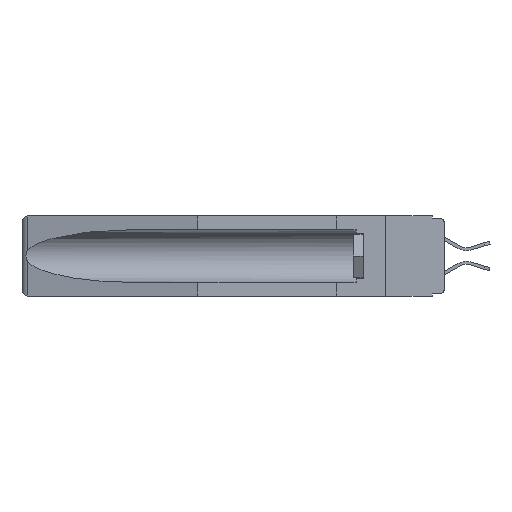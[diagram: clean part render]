
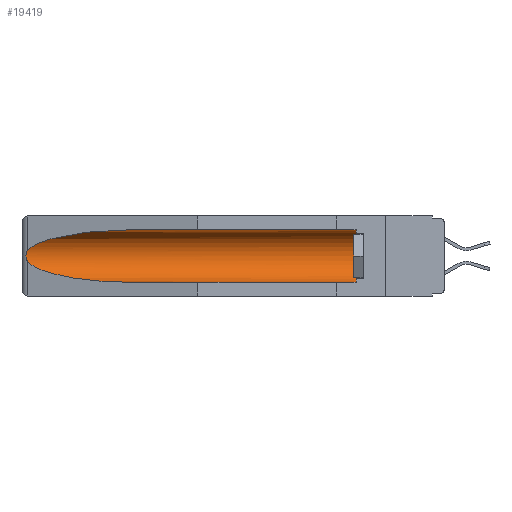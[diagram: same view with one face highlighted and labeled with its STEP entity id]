
A CAD part, left-side view. The second image highlights one B-rep face of the part: STEP entity #19419.
In plain terms, the highlighted cylindrical face has radius 2.857 mm (diameter 5.715 mm), a partial arc.
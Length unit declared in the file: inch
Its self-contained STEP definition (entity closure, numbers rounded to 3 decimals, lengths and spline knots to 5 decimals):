
#242 = EDGE_LOOP ( 'NONE', ( #21266, #20026, #4206, #12842, #13718, #11395 ) ) ;
#535 = VECTOR ( 'NONE', #5272, 39.37008 ) ;
#907 = VERTEX_POINT ( 'NONE', #18726 ) ;
#1227 = CARTESIAN_POINT ( 'NONE',  ( 0.26537, 1.52718, -0.14972 ) ) ;
#1326 = DIRECTION ( 'NONE',  ( 0., -1., 0. ) ) ;
#2128 = CARTESIAN_POINT ( 'NONE',  ( 0.155, 1.07973, -0.284 ) ) ;
#2314 = VECTOR ( 'NONE', #18221, 39.37008 ) ;
#2631 = CARTESIAN_POINT ( 'NONE',  ( 0.155, -0.30754, -0.1715 ) ) ;
#2773 = CARTESIAN_POINT ( 'NONE',  ( 0.155, 1.07973, -0.059 ) ) ;
#3380 = CARTESIAN_POINT ( 'NONE',  ( 0.155, -0.30754, -0.284 ) ) ;
#3490 = LINE ( 'NONE', #3380, #535 ) ;
#3640 = EDGE_CURVE ( 'NONE', #11855, #17996, #16843, .T. ) ;
#3673 = EDGE_CURVE ( 'NONE', #7589, #19520, #8454, .T. ) ;
#4206 = ORIENTED_EDGE ( 'NONE', *, *, #3673, .T. ) ;
#4318 = CARTESIAN_POINT ( 'NONE',  ( 0.21114, 1.30732, -0.059 ) ) ;
#4409 = LINE ( 'NONE', #16152, #2314 ) ;
#4415 = CYLINDRICAL_SURFACE ( 'NONE', #21807, 0.1125 ) ;
#4688 = CARTESIAN_POINT ( 'NONE',  ( 0.2673, 1.53269, -0.17917 ) ) ;
#4915 = CARTESIAN_POINT ( 'NONE',  ( 0.26597, 1.5296, -0.19026 ) ) ;
#4971 = EDGE_CURVE ( 'NONE', #17996, #7589, #12598, .T. ) ;
#5171 = CARTESIAN_POINT ( 'NONE',  ( 0.155, 1.07973, -0.059 ) ) ;
#5272 = DIRECTION ( 'NONE',  ( 0., 1., 0. ) ) ;
#6612 = CARTESIAN_POINT ( 'NONE',  ( 0.2673, 1.5327, -0.16383 ) ) ;
#7589 = VERTEX_POINT ( 'NONE', #20098 ) ;
#7754 = CARTESIAN_POINT ( 'NONE',  ( 0.21114, 1.30732, -0.284 ) ) ;
#7818 = DIRECTION ( 'NONE',  ( 0., 0., 1. ) ) ;
#8029 = EDGE_CURVE ( 'NONE', #20957, #907, #9324, .T. ) ;
#8097 = CARTESIAN_POINT ( 'NONE',  ( 0.26537, 1.52718, -0.19328 ) ) ;
#8163 = CARTESIAN_POINT ( 'NONE',  ( 0.155, 1.07973, -0.284 ) ) ;
#8309 = CARTESIAN_POINT ( 'NONE',  ( 0.26654, 1.53092, -0.15636 ) ) ;
#8454 =( BOUNDED_CURVE ( )  B_SPLINE_CURVE ( 3, ( #13249, #9448, #7754, #2128 ),
 .UNSPECIFIED., .F., .T. ) 
 B_SPLINE_CURVE_WITH_KNOTS ( ( 4, 4 ),
 ( 0.1948, 1.5708 ),
 .UNSPECIFIED. ) 
 CURVE ( )  GEOMETRIC_REPRESENTATION_ITEM ( )  RATIONAL_B_SPLINE_CURVE ( ( 1., 0.848, 0.848, 1. ) ) 
 REPRESENTATION_ITEM ( '' )  );
#9324 = CIRCLE ( 'NONE', #21945, 0.1125 ) ;
#9448 = CARTESIAN_POINT ( 'NONE',  ( 0.25451, 1.48313, -0.24835 ) ) ;
#9683 = CARTESIAN_POINT ( 'NONE',  ( 0.2675, 1.53308, -0.17534 ) ) ;
#11312 = FACE_OUTER_BOUND ( 'NONE', #242, .T. ) ;
#11395 = ORIENTED_EDGE ( 'NONE', *, *, #18129, .T. ) ;
#11584 = CARTESIAN_POINT ( 'NONE',  ( 0.26597, 1.52961, -0.15275 ) ) ;
#11855 = VERTEX_POINT ( 'NONE', #5171 ) ;
#12598 = B_SPLINE_CURVE_WITH_KNOTS ( 'NONE', 3,
 ( #1227, #11584, #8309, #6612, #13171, #9683, #4688, #15203, #4915, #8097 ),
 .UNSPECIFIED., .F., .F.,
 ( 4, 2, 2, 2, 4 ),
 ( 0., 0.00029, 0.00058, 0.00087, 0.00117 ),
 .UNSPECIFIED. ) ;
#12646 = DIRECTION ( 'NONE',  ( 0., 1., 0. ) ) ;
#12757 = CARTESIAN_POINT ( 'NONE',  ( 0.26537, 1.52718, -0.14972 ) ) ;
#12842 = ORIENTED_EDGE ( 'NONE', *, *, #17362, .F. ) ;
#13139 = CARTESIAN_POINT ( 'NONE',  ( 0.26537, 1.52718, -0.14972 ) ) ;
#13171 = CARTESIAN_POINT ( 'NONE',  ( 0.2675, 1.53308, -0.16763 ) ) ;
#13249 = CARTESIAN_POINT ( 'NONE',  ( 0.26537, 1.52718, -0.19328 ) ) ;
#13718 = ORIENTED_EDGE ( 'NONE', *, *, #8029, .T. ) ;
#15063 = CARTESIAN_POINT ( 'NONE',  ( 0.25451, 1.48313, -0.09465 ) ) ;
#15203 = CARTESIAN_POINT ( 'NONE',  ( 0.26655, 1.53094, -0.18657 ) ) ;
#16152 = CARTESIAN_POINT ( 'NONE',  ( 0.155, -0.30754, -0.059 ) ) ;
#16843 =( BOUNDED_CURVE ( )  B_SPLINE_CURVE ( 3, ( #2773, #4318, #15063, #13139 ),
 .UNSPECIFIED., .F., .T. ) 
 B_SPLINE_CURVE_WITH_KNOTS ( ( 4, 4 ),
 ( 4.71239, 6.08839 ),
 .UNSPECIFIED. ) 
 CURVE ( )  GEOMETRIC_REPRESENTATION_ITEM ( )  RATIONAL_B_SPLINE_CURVE ( ( 1., 0.848, 0.848, 1. ) ) 
 REPRESENTATION_ITEM ( '' )  );
#16884 = DIRECTION ( 'NONE',  ( 0., 0., 1. ) ) ;
#17362 = EDGE_CURVE ( 'NONE', #20957, #19520, #3490, .T. ) ;
#17996 = VERTEX_POINT ( 'NONE', #12757 ) ;
#18129 = EDGE_CURVE ( 'NONE', #907, #11855, #4409, .T. ) ;
#18221 = DIRECTION ( 'NONE',  ( 0., 1., 0. ) ) ;
#18685 = CARTESIAN_POINT ( 'NONE',  ( 0.155, 0.126, -0.1715 ) ) ;
#18726 = CARTESIAN_POINT ( 'NONE',  ( 0.155, 0.126, -0.059 ) ) ;
#19419 = ADVANCED_FACE ( 'NONE', ( #11312 ), #4415, .F. ) ;
#19520 = VERTEX_POINT ( 'NONE', #8163 ) ;
#20026 = ORIENTED_EDGE ( 'NONE', *, *, #4971, .T. ) ;
#20055 = CARTESIAN_POINT ( 'NONE',  ( 0.155, 0.126, -0.284 ) ) ;
#20098 = CARTESIAN_POINT ( 'NONE',  ( 0.26537, 1.52718, -0.19328 ) ) ;
#20957 = VERTEX_POINT ( 'NONE', #20055 ) ;
#21266 = ORIENTED_EDGE ( 'NONE', *, *, #3640, .T. ) ;
#21807 = AXIS2_PLACEMENT_3D ( 'NONE', #2631, #12646, #7818 ) ;
#21945 = AXIS2_PLACEMENT_3D ( 'NONE', #18685, #1326, #16884 ) ;
